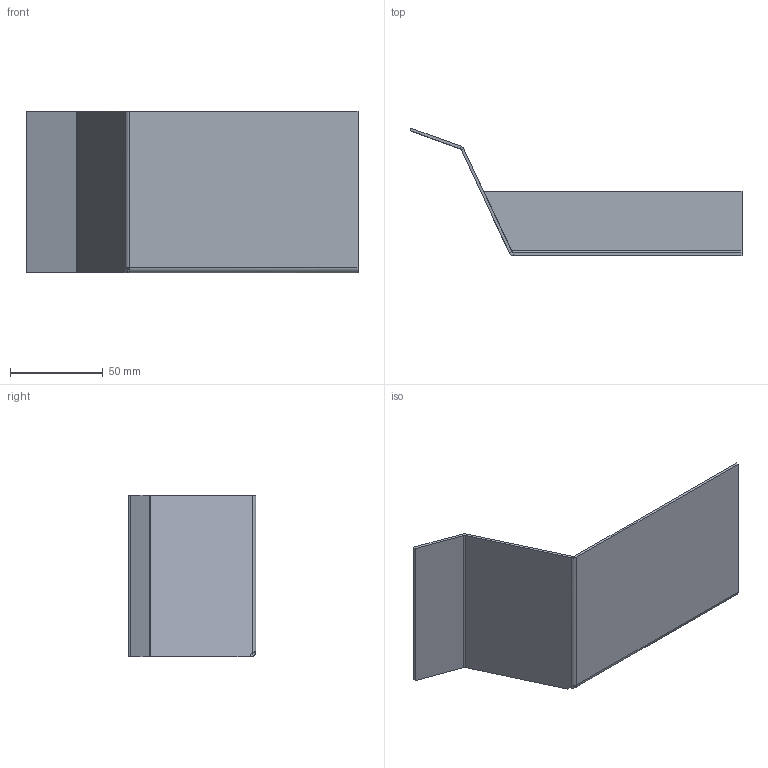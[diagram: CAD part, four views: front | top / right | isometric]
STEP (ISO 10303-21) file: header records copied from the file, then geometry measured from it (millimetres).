
FILE_DESCRIPTION( ( 'Unknown' ), '1' );
FILE_NAME( 'test.stp', 'Unknown', ( 'Unknown' ), ( 'Unknown' ), 'PSStep 16.0.42', 'Unknown', ' ' );
FILE_SCHEMA( ( 'AUTOMOTIVE_DESIGN { 1 0 10303 214 1 1 1 1 }' ) );
Length unit declared in the file: millimetre
Products named in the file (1): 1
Bounding box: 179.32 x 68.89 x 87.35 mm (x, y, z)
Volume: 34840.5 mm3; surface area: 47500.8 mm2
Topology: 1 solids, 1 shells, 37 faces, 80 edges, 45 vertices
Faces by surface type: plane 27, cylinder 6, bspline 4
Entity records: 1571 total; most frequent: CARTESIAN_POINT 496, ORIENTED_EDGE 160, DIRECTION 147, EDGE_CURVE 80, LINE 51, VECTOR 51, AXIS2_PLACEMENT_3D 48, VERTEX_POINT 45
